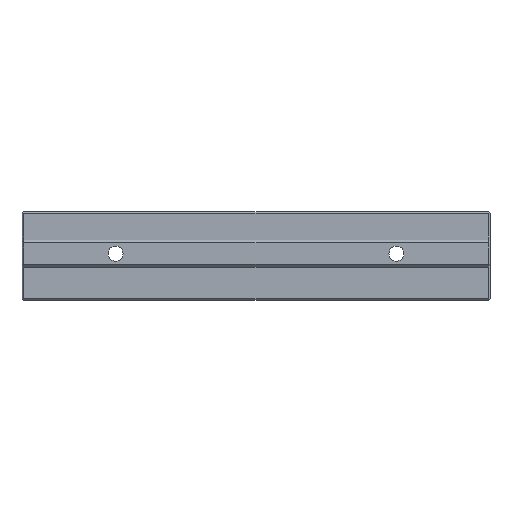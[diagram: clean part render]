
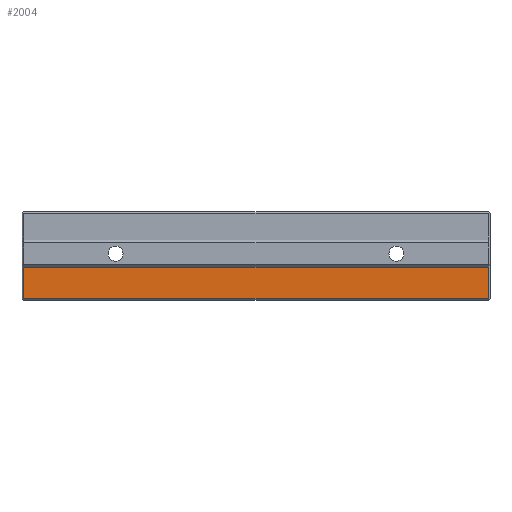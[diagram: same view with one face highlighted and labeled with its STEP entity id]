
A CAD part, front view. The second image highlights one B-rep face of the part: STEP entity #2004.
In plain terms, the highlighted planar face has unit normal (0, -1, 0).
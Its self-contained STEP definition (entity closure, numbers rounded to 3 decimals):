
#294 = PLANE('',#295);
#295 = AXIS2_PLACEMENT_3D('',#296,#297,#298);
#296 = CARTESIAN_POINT('',(0.2,-12.55,-2.4));
#297 = DIRECTION('',(0.707,0.707,0.));
#298 = DIRECTION('',(0.,0.,1.));
#400 = PLANE('',#401);
#401 = AXIS2_PLACEMENT_3D('',#402,#403,#404);
#402 = CARTESIAN_POINT('',(0.,-12.55,-9.3));
#403 = DIRECTION('',(0.,0.707,0.707));
#404 = DIRECTION('',(-1.,-0.,0.));
#548 = VERTEX_POINT('',#549);
#549 = CARTESIAN_POINT('',(0.4,-12.75,-9.1));
#570 = EDGE_CURVE('',#571,#548,#573,.T.);
#571 = VERTEX_POINT('',#572);
#572 = CARTESIAN_POINT('',(0.4,-12.75,-2.4));
#573 = SURFACE_CURVE('',#574,(#578,#585),.PCURVE_S1.);
#574 = LINE('',#575,#576);
#575 = CARTESIAN_POINT('',(0.4,-12.75,-2.4));
#576 = VECTOR('',#577,1.);
#577 = DIRECTION('',(0.,-0.,-1.));
#578 = PCURVE('',#294,#579);
#579 = DEFINITIONAL_REPRESENTATION('',(#580),#584);
#580 = LINE('',#581,#582);
#581 = CARTESIAN_POINT('',(-0.,0.283));
#582 = VECTOR('',#583,1.);
#583 = DIRECTION('',(-1.,0.));
#584 = ( GEOMETRIC_REPRESENTATION_CONTEXT(2) 
PARAMETRIC_REPRESENTATION_CONTEXT() REPRESENTATION_CONTEXT('2D SPACE',''
  ) );
#585 = PCURVE('',#586,#591);
#586 = PLANE('',#587);
#587 = AXIS2_PLACEMENT_3D('',#588,#589,#590);
#588 = CARTESIAN_POINT('',(50.,-12.75,-5.95));
#589 = DIRECTION('',(-0.,-1.,-0.));
#590 = DIRECTION('',(0.,0.,-1.));
#591 = DEFINITIONAL_REPRESENTATION('',(#592),#596);
#592 = LINE('',#593,#594);
#593 = CARTESIAN_POINT('',(-3.55,-49.6));
#594 = VECTOR('',#595,1.);
#595 = DIRECTION('',(1.,0.));
#596 = ( GEOMETRIC_REPRESENTATION_CONTEXT(2) 
PARAMETRIC_REPRESENTATION_CONTEXT() REPRESENTATION_CONTEXT('2D SPACE',''
  ) );
#767 = PLANE('',#768);
#768 = AXIS2_PLACEMENT_3D('',#769,#770,#771);
#769 = CARTESIAN_POINT('',(0.,-8.25,-2.4));
#770 = DIRECTION('',(0.,0.,1.));
#771 = DIRECTION('',(1.,0.,-0.));
#1528 = VERTEX_POINT('',#1529);
#1529 = CARTESIAN_POINT('',(99.6,-12.75,-9.1));
#1543 = PLANE('',#1544);
#1544 = AXIS2_PLACEMENT_3D('',#1545,#1546,#1547);
#1545 = CARTESIAN_POINT('',(99.8,-12.55,-9.1));
#1546 = DIRECTION('',(0.707,-0.707,0.
    ));
#1547 = DIRECTION('',(0.,0.,-1.));
#1555 = EDGE_CURVE('',#548,#1528,#1556,.T.);
#1556 = SURFACE_CURVE('',#1557,(#1561,#1568),.PCURVE_S1.);
#1557 = LINE('',#1558,#1559);
#1558 = CARTESIAN_POINT('',(0.,-12.75,-9.1));
#1559 = VECTOR('',#1560,1.);
#1560 = DIRECTION('',(1.,0.,0.));
#1561 = PCURVE('',#400,#1562);
#1562 = DEFINITIONAL_REPRESENTATION('',(#1563),#1567);
#1563 = LINE('',#1564,#1565);
#1564 = CARTESIAN_POINT('',(-0.,0.283));
#1565 = VECTOR('',#1566,1.);
#1566 = DIRECTION('',(-1.,0.));
#1567 = ( GEOMETRIC_REPRESENTATION_CONTEXT(2) 
PARAMETRIC_REPRESENTATION_CONTEXT() REPRESENTATION_CONTEXT('2D SPACE',''
  ) );
#1568 = PCURVE('',#586,#1569);
#1569 = DEFINITIONAL_REPRESENTATION('',(#1570),#1574);
#1570 = LINE('',#1571,#1572);
#1571 = CARTESIAN_POINT('',(3.15,-50.));
#1572 = VECTOR('',#1573,1.);
#1573 = DIRECTION('',(0.,1.));
#1574 = ( GEOMETRIC_REPRESENTATION_CONTEXT(2) 
PARAMETRIC_REPRESENTATION_CONTEXT() REPRESENTATION_CONTEXT('2D SPACE',''
  ) );
#2004 = ADVANCED_FACE('',(#2005),#586,.T.);
#2005 = FACE_BOUND('',#2006,.T.);
#2006 = EDGE_LOOP('',(#2007,#2008,#2031,#2052));
#2007 = ORIENTED_EDGE('',*,*,#1555,.T.);
#2008 = ORIENTED_EDGE('',*,*,#2009,.T.);
#2009 = EDGE_CURVE('',#1528,#2010,#2012,.T.);
#2010 = VERTEX_POINT('',#2011);
#2011 = CARTESIAN_POINT('',(99.6,-12.75,-2.4));
#2012 = SURFACE_CURVE('',#2013,(#2017,#2024),.PCURVE_S1.);
#2013 = LINE('',#2014,#2015);
#2014 = CARTESIAN_POINT('',(99.6,-12.75,-9.1));
#2015 = VECTOR('',#2016,1.);
#2016 = DIRECTION('',(0.,0.,1.));
#2017 = PCURVE('',#586,#2018);
#2018 = DEFINITIONAL_REPRESENTATION('',(#2019),#2023);
#2019 = LINE('',#2020,#2021);
#2020 = CARTESIAN_POINT('',(3.15,49.6));
#2021 = VECTOR('',#2022,1.);
#2022 = DIRECTION('',(-1.,0.));
#2023 = ( GEOMETRIC_REPRESENTATION_CONTEXT(2) 
PARAMETRIC_REPRESENTATION_CONTEXT() REPRESENTATION_CONTEXT('2D SPACE',''
  ) );
#2024 = PCURVE('',#1543,#2025);
#2025 = DEFINITIONAL_REPRESENTATION('',(#2026),#2030);
#2026 = LINE('',#2027,#2028);
#2027 = CARTESIAN_POINT('',(-0.,-0.283));
#2028 = VECTOR('',#2029,1.);
#2029 = DIRECTION('',(-1.,0.));
#2030 = ( GEOMETRIC_REPRESENTATION_CONTEXT(2) 
PARAMETRIC_REPRESENTATION_CONTEXT() REPRESENTATION_CONTEXT('2D SPACE',''
  ) );
#2031 = ORIENTED_EDGE('',*,*,#2032,.T.);
#2032 = EDGE_CURVE('',#2010,#571,#2033,.T.);
#2033 = SURFACE_CURVE('',#2034,(#2038,#2045),.PCURVE_S1.);
#2034 = LINE('',#2035,#2036);
#2035 = CARTESIAN_POINT('',(100.,-12.75,-2.4));
#2036 = VECTOR('',#2037,1.);
#2037 = DIRECTION('',(-1.,0.,0.));
#2038 = PCURVE('',#586,#2039);
#2039 = DEFINITIONAL_REPRESENTATION('',(#2040),#2044);
#2040 = LINE('',#2041,#2042);
#2041 = CARTESIAN_POINT('',(-3.55,50.));
#2042 = VECTOR('',#2043,1.);
#2043 = DIRECTION('',(0.,-1.));
#2044 = ( GEOMETRIC_REPRESENTATION_CONTEXT(2) 
PARAMETRIC_REPRESENTATION_CONTEXT() REPRESENTATION_CONTEXT('2D SPACE',''
  ) );
#2045 = PCURVE('',#767,#2046);
#2046 = DEFINITIONAL_REPRESENTATION('',(#2047),#2051);
#2047 = LINE('',#2048,#2049);
#2048 = CARTESIAN_POINT('',(100.,-4.5));
#2049 = VECTOR('',#2050,1.);
#2050 = DIRECTION('',(-1.,0.));
#2051 = ( GEOMETRIC_REPRESENTATION_CONTEXT(2) 
PARAMETRIC_REPRESENTATION_CONTEXT() REPRESENTATION_CONTEXT('2D SPACE',''
  ) );
#2052 = ORIENTED_EDGE('',*,*,#570,.T.);
